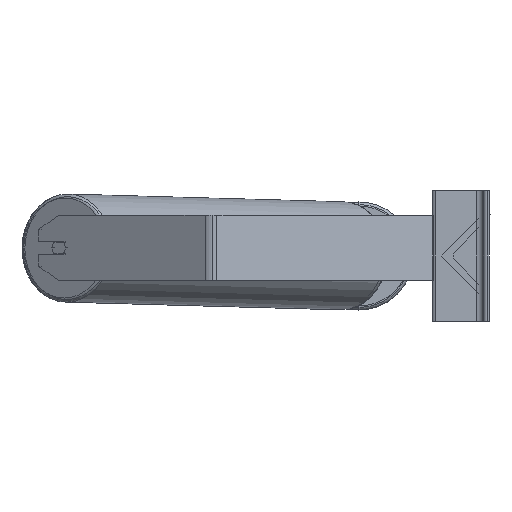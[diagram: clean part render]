
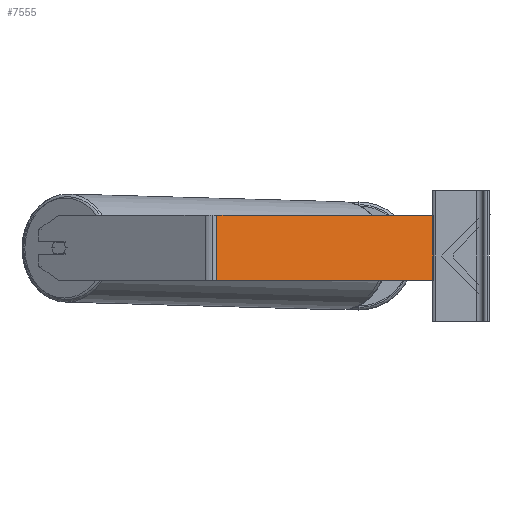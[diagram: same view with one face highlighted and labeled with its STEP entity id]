
A CAD part, left-side view. The second image highlights one B-rep face of the part: STEP entity #7555.
In plain terms, the highlighted planar face has unit normal (-0.94, -0.342, 0).
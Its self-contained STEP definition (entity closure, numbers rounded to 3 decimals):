
#201 = EDGE_LOOP ( 'NONE', ( #9212, #673, #3228, #4097 ) ) ;
#210 = CARTESIAN_POINT ( 'NONE',  ( -987.42, 283.427, 50. ) ) ;
#228 = VECTOR ( 'NONE', #5697, 1000. ) ;
#672 = EDGE_CURVE ( 'NONE', #5789, #5666, #5597, .T. ) ;
#673 = ORIENTED_EDGE ( 'NONE', *, *, #4853, .F. ) ;
#1062 = LINE ( 'NONE', #210, #6061 ) ;
#1169 = DIRECTION ( 'NONE',  ( -0.342, 0.94, 0. ) ) ;
#1180 = DIRECTION ( 'NONE',  ( 0., 0., -1. ) ) ;
#1718 = DIRECTION ( 'NONE',  ( 0.342, -0.94, 0. ) ) ;
#1790 = VERTEX_POINT ( 'NONE', #10706 ) ;
#2172 = CARTESIAN_POINT ( 'NONE',  ( -984.571, 275.601, 50. ) ) ;
#3228 = ORIENTED_EDGE ( 'NONE', *, *, #10940, .F. ) ;
#3497 = AXIS2_PLACEMENT_3D ( 'NONE', #10207, #5487, #1169 ) ;
#4097 = ORIENTED_EDGE ( 'NONE', *, *, #10646, .T. ) ;
#4853 = EDGE_CURVE ( 'NONE', #5353, #5666, #10989, .T. ) ;
#4873 = CARTESIAN_POINT ( 'NONE',  ( -887.518, 8.948, 50. ) ) ;
#5014 = CARTESIAN_POINT ( 'NONE',  ( -887.518, 8.948, 50. ) ) ;
#5353 = VERTEX_POINT ( 'NONE', #4873 ) ;
#5487 = DIRECTION ( 'NONE',  ( 0.94, 0.342, 0. ) ) ;
#5504 = LINE ( 'NONE', #2172, #9970 ) ;
#5597 = LINE ( 'NONE', #6389, #228 ) ;
#5666 = VERTEX_POINT ( 'NONE', #6251 ) ;
#5697 = DIRECTION ( 'NONE',  ( 0.342, -0.94, 0. ) ) ;
#5789 = VERTEX_POINT ( 'NONE', #10780 ) ;
#6061 = VECTOR ( 'NONE', #1718, 1000. ) ;
#6251 = CARTESIAN_POINT ( 'NONE',  ( -887.518, 8.948, -30. ) ) ;
#6389 = CARTESIAN_POINT ( 'NONE',  ( -987.42, 283.427, -30. ) ) ;
#6781 = PLANE ( 'NONE',  #3497 ) ;
#7106 = VECTOR ( 'NONE', #9496, 1000. ) ;
#7555 = ADVANCED_FACE ( 'NONE', ( #7623 ), #6781, .F. ) ;
#7623 = FACE_OUTER_BOUND ( 'NONE', #201, .T. ) ;
#9212 = ORIENTED_EDGE ( 'NONE', *, *, #672, .T. ) ;
#9496 = DIRECTION ( 'NONE',  ( 0., 0., -1. ) ) ;
#9970 = VECTOR ( 'NONE', #1180, 1000. ) ;
#10207 = CARTESIAN_POINT ( 'NONE',  ( -987.42, 283.427, 50. ) ) ;
#10646 = EDGE_CURVE ( 'NONE', #1790, #5789, #5504, .T. ) ;
#10706 = CARTESIAN_POINT ( 'NONE',  ( -984.571, 275.601, 50. ) ) ;
#10780 = CARTESIAN_POINT ( 'NONE',  ( -984.571, 275.601, -30. ) ) ;
#10940 = EDGE_CURVE ( 'NONE', #1790, #5353, #1062, .T. ) ;
#10989 = LINE ( 'NONE', #5014, #7106 ) ;
